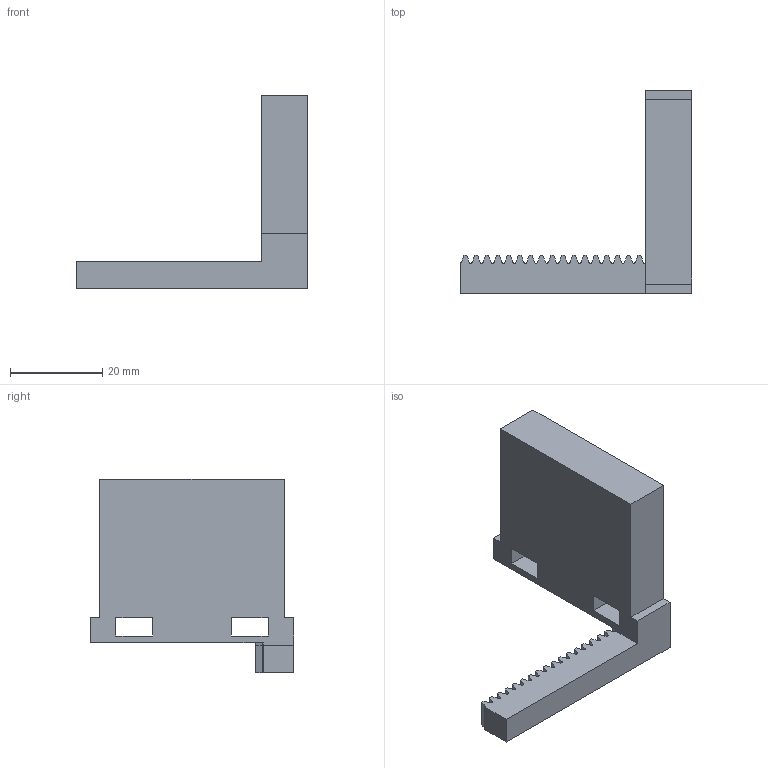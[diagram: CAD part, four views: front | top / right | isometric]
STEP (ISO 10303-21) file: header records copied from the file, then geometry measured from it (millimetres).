
FILE_DESCRIPTION(/* description */ (''),/* implementation_level */ '2;1');
FILE_NAME(/* name */ '6.Rack.stp',/* time_stamp */ '2024-02-11T14:42:15+01:00',/* author */ ('alsaa'),/* organization */ ('HS Emden/Leer'),/* preprocessor_version */ 'ST-DEVELOPER v18.1',/* originating_system */ 'Autodesk Inventor 2022',/* authorisation */ '');
FILE_SCHEMA (('AUTOMOTIVE_DESIGN { 1 0 10303 214 3 1 1 }'));
Length unit declared in the file: millimetre
Products named in the file (1): 6
Bounding box: 50.2 x 44 x 42 mm (x, y, z)
Volume: 16060.5 mm3; surface area: 6412.8 mm2
Topology: 1 solids, 1 shells, 147 faces, 435 edges, 290 vertices
Faces by surface type: plane 105, cylinder 42
Entity records: 5081 total; most frequent: CARTESIAN_POINT 873, ORIENTED_EDGE 870, DIRECTION 816, EDGE_CURVE 435, LINE 350, VECTOR 350, VERTEX_POINT 290, AXIS2_PLACEMENT_3D 233
